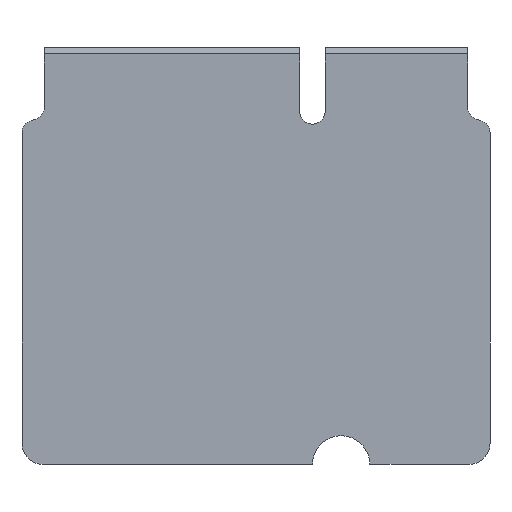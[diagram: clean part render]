
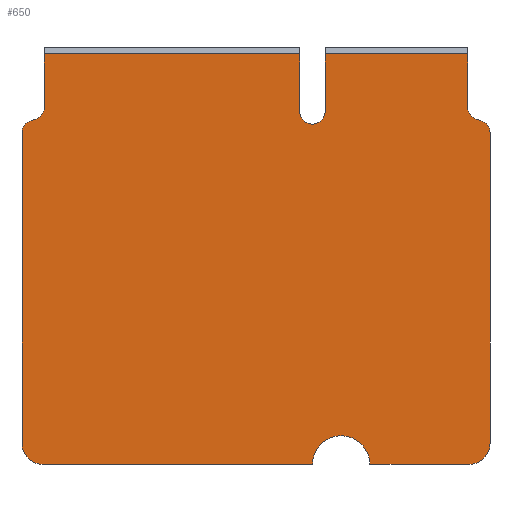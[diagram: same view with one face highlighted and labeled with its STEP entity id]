
A CAD part, front view. The second image highlights one B-rep face of the part: STEP entity #650.
In plain terms, the highlighted planar face has unit normal (0, -1, 0).
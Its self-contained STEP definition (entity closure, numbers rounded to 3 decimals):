
#40=DIRECTION('',(-1.,0.,0.));
#41=VECTOR('',#40,6.7);
#42=CARTESIAN_POINT('',(9.95,0.,-0.3));
#43=LINE('',#42,#41);
#48=DIRECTION('',(0.,0.,-1.));
#49=VECTOR('',#48,2.509);
#50=CARTESIAN_POINT('',(9.95,0.,-0.3));
#51=LINE('',#50,#49);
#55=CARTESIAN_POINT('',(10.55,0.,-2.809));
#56=DIRECTION('',(0.,-1.,0.));
#57=DIRECTION('',(-1.,0.,0.));
#58=AXIS2_PLACEMENT_3D('',#55,#56,#57);
#63=CARTESIAN_POINT('',(10.4,0.,-4.));
#64=DIRECTION('',(0.,1.,0.));
#65=DIRECTION('',(0.125,0.,0.992));
#66=AXIS2_PLACEMENT_3D('',#63,#64,#65);
#71=DIRECTION('',(0.,0.,-1.));
#72=VECTOR('',#71,14.597);
#73=CARTESIAN_POINT('',(11.,0.,-4.));
#74=LINE('',#73,#72);
#78=CARTESIAN_POINT('',(10.,0.,-18.597));
#79=DIRECTION('',(0.,-1.,0.));
#80=DIRECTION('',(0.,0.,-1.));
#81=AXIS2_PLACEMENT_3D('',#78,#79,#80);
#86=DIRECTION('',(-1.,0.,0.));
#87=VECTOR('',#86,4.65);
#88=CARTESIAN_POINT('',(10.,0.,-19.597));
#89=LINE('',#88,#87);
#93=CARTESIAN_POINT('',(4.,0.,-19.597));
#94=DIRECTION('',(0.,-1.,0.));
#95=DIRECTION('',(1.,0.,0.));
#96=AXIS2_PLACEMENT_3D('',#93,#94,#95);
#101=DIRECTION('',(-1.,0.,0.));
#102=VECTOR('',#101,12.65);
#103=CARTESIAN_POINT('',(2.65,0.,-19.597));
#104=LINE('',#103,#102);
#108=CARTESIAN_POINT('',(-10.,0.,-18.597));
#109=DIRECTION('',(0.,-1.,0.));
#110=DIRECTION('',(-1.,0.,0.));
#111=AXIS2_PLACEMENT_3D('',#108,#109,#110);
#116=DIRECTION('',(0.,0.,1.));
#117=VECTOR('',#116,14.597);
#118=CARTESIAN_POINT('',(-11.,0.,-18.597));
#119=LINE('',#118,#117);
#123=CARTESIAN_POINT('',(-10.4,0.,-4.));
#124=DIRECTION('',(0.,1.,0.));
#125=DIRECTION('',(-1.,0.,0.));
#126=AXIS2_PLACEMENT_3D('',#123,#124,#125);
#131=CARTESIAN_POINT('',(-10.55,0.,-2.809));
#132=DIRECTION('',(0.,-1.,0.));
#133=DIRECTION('',(0.125,0.,-0.992));
#134=AXIS2_PLACEMENT_3D('',#131,#132,#133);
#139=DIRECTION('',(0.,0.,1.));
#140=VECTOR('',#139,2.509);
#141=CARTESIAN_POINT('',(-9.95,0.,-2.809));
#142=LINE('',#141,#140);
#146=DIRECTION('',(-1.,0.,0.));
#147=VECTOR('',#146,12.);
#148=CARTESIAN_POINT('',(2.05,0.,-0.3));
#149=LINE('',#148,#147);
#153=DIRECTION('',(0.,0.,-1.));
#154=VECTOR('',#153,2.7);
#155=CARTESIAN_POINT('',(2.05,0.,-0.3));
#156=LINE('',#155,#154);
#160=CARTESIAN_POINT('',(2.65,0.,-3.));
#161=DIRECTION('',(0.,-1.,0.));
#162=DIRECTION('',(-1.,0.,0.));
#163=AXIS2_PLACEMENT_3D('',#160,#161,#162);
#168=DIRECTION('',(0.,0.,1.));
#169=VECTOR('',#168,2.7);
#170=CARTESIAN_POINT('',(3.25,0.,-3.));
#171=LINE('',#170,#169);
#519=CARTESIAN_POINT('',(-11.,0.,-4.));
#520=CARTESIAN_POINT('',(-10.475,0.,-3.405));
#521=VERTEX_POINT('',#519);
#522=VERTEX_POINT('',#520);
#523=CARTESIAN_POINT('',(-9.95,0.,-2.809));
#524=VERTEX_POINT('',#523);
#525=CARTESIAN_POINT('',(2.05,0.,-3.));
#526=CARTESIAN_POINT('',(3.25,0.,-3.));
#527=VERTEX_POINT('',#525);
#528=VERTEX_POINT('',#526);
#529=CARTESIAN_POINT('',(9.95,0.,-2.809));
#530=CARTESIAN_POINT('',(10.475,0.,-3.405));
#531=VERTEX_POINT('',#529);
#532=VERTEX_POINT('',#530);
#533=CARTESIAN_POINT('',(11.,0.,-4.));
#534=VERTEX_POINT('',#533);
#535=CARTESIAN_POINT('',(5.35,0.,-19.597));
#536=CARTESIAN_POINT('',(2.65,0.,-19.597));
#537=VERTEX_POINT('',#535);
#538=VERTEX_POINT('',#536);
#559=CARTESIAN_POINT('',(-11.,0.,-18.597));
#560=CARTESIAN_POINT('',(-10.,0.,-19.597));
#561=VERTEX_POINT('',#559);
#562=VERTEX_POINT('',#560);
#567=CARTESIAN_POINT('',(10.,0.,-19.597));
#568=CARTESIAN_POINT('',(11.,0.,-18.597));
#569=VERTEX_POINT('',#567);
#570=VERTEX_POINT('',#568);
#591=CARTESIAN_POINT('',(3.25,0.,-0.3));
#593=VERTEX_POINT('',#591);
#597=CARTESIAN_POINT('',(9.95,0.,-0.3));
#598=VERTEX_POINT('',#597);
#599=CARTESIAN_POINT('',(-9.95,0.,-0.3));
#601=VERTEX_POINT('',#599);
#605=CARTESIAN_POINT('',(2.05,0.,-0.3));
#606=VERTEX_POINT('',#605);
#607=CARTESIAN_POINT('',(0.,0.,0.));
#608=DIRECTION('',(0.,1.,0.));
#609=DIRECTION('',(1.,0.,0.));
#610=AXIS2_PLACEMENT_3D('',#607,#608,#609);
#611=PLANE('',#610);
#613=ORIENTED_EDGE('',*,*,#612,.F.);
#615=ORIENTED_EDGE('',*,*,#614,.T.);
#617=ORIENTED_EDGE('',*,*,#616,.T.);
#619=ORIENTED_EDGE('',*,*,#618,.T.);
#621=ORIENTED_EDGE('',*,*,#620,.T.);
#623=ORIENTED_EDGE('',*,*,#622,.F.);
#625=ORIENTED_EDGE('',*,*,#624,.T.);
#627=ORIENTED_EDGE('',*,*,#626,.T.);
#629=ORIENTED_EDGE('',*,*,#628,.T.);
#631=ORIENTED_EDGE('',*,*,#630,.F.);
#633=ORIENTED_EDGE('',*,*,#632,.T.);
#635=ORIENTED_EDGE('',*,*,#634,.T.);
#637=ORIENTED_EDGE('',*,*,#636,.T.);
#639=ORIENTED_EDGE('',*,*,#638,.T.);
#641=ORIENTED_EDGE('',*,*,#640,.F.);
#643=ORIENTED_EDGE('',*,*,#642,.T.);
#645=ORIENTED_EDGE('',*,*,#644,.T.);
#647=ORIENTED_EDGE('',*,*,#646,.T.);
#648=EDGE_LOOP('',(#613,#615,#617,#619,#621,#623,#625,#627,#629,#631,#633,#635,
#637,#639,#641,#643,#645,#647));
#649=FACE_OUTER_BOUND('',#648,.F.);
#59=CIRCLE('',#58,0.6);
#67=CIRCLE('',#66,0.6);
#82=CIRCLE('',#81,1.);
#97=CIRCLE('',#96,1.35);
#112=CIRCLE('',#111,1.);
#127=CIRCLE('',#126,0.6);
#135=CIRCLE('',#134,0.6);
#164=CIRCLE('',#163,0.6);
#612=EDGE_CURVE('',#598,#593,#43,.T.);
#614=EDGE_CURVE('',#598,#531,#51,.T.);
#616=EDGE_CURVE('',#531,#532,#59,.T.);
#618=EDGE_CURVE('',#532,#534,#67,.T.);
#620=EDGE_CURVE('',#534,#570,#74,.T.);
#622=EDGE_CURVE('',#569,#570,#82,.T.);
#624=EDGE_CURVE('',#569,#537,#89,.T.);
#626=EDGE_CURVE('',#537,#538,#97,.T.);
#628=EDGE_CURVE('',#538,#562,#104,.T.);
#630=EDGE_CURVE('',#561,#562,#112,.T.);
#632=EDGE_CURVE('',#561,#521,#119,.T.);
#634=EDGE_CURVE('',#521,#522,#127,.T.);
#636=EDGE_CURVE('',#522,#524,#135,.T.);
#638=EDGE_CURVE('',#524,#601,#142,.T.);
#640=EDGE_CURVE('',#606,#601,#149,.T.);
#642=EDGE_CURVE('',#606,#527,#156,.T.);
#644=EDGE_CURVE('',#527,#528,#164,.T.);
#646=EDGE_CURVE('',#528,#593,#171,.T.);
#650=ADVANCED_FACE('',(#649),#611,.F.);
